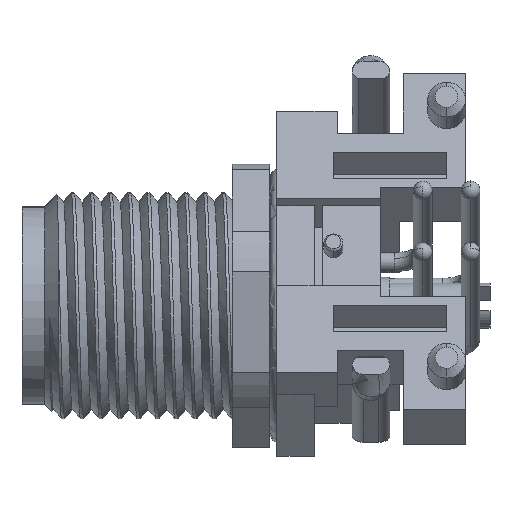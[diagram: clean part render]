
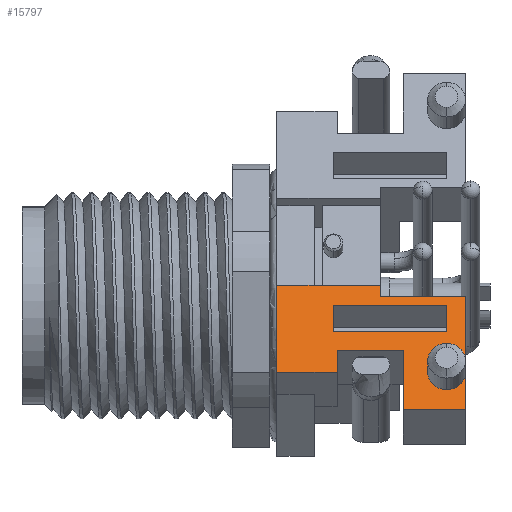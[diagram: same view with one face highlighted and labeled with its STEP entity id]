
A CAD part, front view. The second image highlights one B-rep face of the part: STEP entity #15797.
In plain terms, the highlighted planar face has unit normal (0, -0.922, 0.387).
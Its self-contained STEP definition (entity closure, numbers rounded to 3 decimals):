
#6004=AXIS2_PLACEMENT_3D('Plane Axis2P3D',#6001,#6002,#6003) ;
#14575=AXIS2_PLACEMENT_3D('Circle Axis2P3D',#14573,#14574,$) ;
#14594=AXIS2_PLACEMENT_3D('Circle Axis2P3D',#14592,#14593,$) ;
#14601=AXIS2_PLACEMENT_3D('Circle Axis2P3D',#14599,#14600,$) ;
#648=CARTESIAN_POINT('Vertex',(-11.1,-2.746,2.433)) ;
#651=CARTESIAN_POINT('Line Origine',(-8.85,-2.746,2.433)) ;
#655=CARTESIAN_POINT('Vertex',(-6.6,-2.746,2.433)) ;
#935=CARTESIAN_POINT('Vertex',(-9.9,-3.944,-0.426)) ;
#938=CARTESIAN_POINT('Line Origine',(-11.65,-3.944,-0.426)) ;
#942=CARTESIAN_POINT('Vertex',(-13.4,-3.944,-0.426)) ;
#968=CARTESIAN_POINT('Vertex',(-9.9,-5.258,-3.562)) ;
#971=CARTESIAN_POINT('Line Origine',(-9.9,-4.601,-1.994)) ;
#992=CARTESIAN_POINT('Vertex',(-6.6,-5.258,-3.562)) ;
#995=CARTESIAN_POINT('Line Origine',(-8.25,-5.258,-3.562)) ;
#6001=CARTESIAN_POINT('Axis2P3D Location',(-13.6,-1.528,5.339)) ;
#14474=CARTESIAN_POINT('Vertex',(-7.6,-3.515,0.598)) ;
#14481=CARTESIAN_POINT('Vertex',(-13.6,-3.515,0.598)) ;
#14484=CARTESIAN_POINT('Line Origine',(-10.6,-3.515,0.598)) ;
#14505=CARTESIAN_POINT('Vertex',(-13.6,-2.939,1.972)) ;
#14508=CARTESIAN_POINT('Line Origine',(-13.6,-3.227,1.285)) ;
#14529=CARTESIAN_POINT('Vertex',(-7.6,-2.939,1.972)) ;
#14532=CARTESIAN_POINT('Line Origine',(-10.6,-2.939,1.972)) ;
#14549=CARTESIAN_POINT('Line Origine',(-7.6,-3.227,1.285)) ;
#14570=CARTESIAN_POINT('Vertex',(-7.6,-4.04,-0.656)) ;
#14573=CARTESIAN_POINT('Axis2P3D Location',(-7.6,-4.427,-1.579)) ;
#14577=CARTESIAN_POINT('Vertex',(-7.6,-4.813,-2.501)) ;
#14592=CARTESIAN_POINT('Axis2P3D Location',(-7.6,-4.427,-1.579)) ;
#14596=CARTESIAN_POINT('Vertex',(-6.6,-4.427,-1.579)) ;
#14599=CARTESIAN_POINT('Axis2P3D Location',(-7.6,-4.427,-1.579)) ;
#14612=CARTESIAN_POINT('Line Origine',(-16.6,-3.461,0.727)) ;
#14616=CARTESIAN_POINT('Vertex',(-16.6,-2.494,3.033)) ;
#14618=CARTESIAN_POINT('Vertex',(-16.6,-4.427,-1.579)) ;
#14649=CARTESIAN_POINT('Vertex',(-13.4,-4.427,-1.579)) ;
#14654=CARTESIAN_POINT('Line Origine',(-15.,-4.427,-1.579)) ;
#15375=CARTESIAN_POINT('Vertex',(-11.1,-2.494,3.033)) ;
#15378=CARTESIAN_POINT('Line Origine',(-13.85,-2.494,3.033)) ;
#15711=CARTESIAN_POINT('Line Origine',(-13.4,-4.185,-1.002)) ;
#15760=CARTESIAN_POINT('Line Origine',(-6.6,-4.842,-2.57)) ;
#15765=CARTESIAN_POINT('Line Origine',(-6.6,-3.586,0.427)) ;
#15770=CARTESIAN_POINT('Line Origine',(-11.1,-2.62,2.733)) ;
#652=DIRECTION('Vector Direction',(1.,0.,0.)) ;
#939=DIRECTION('Vector Direction',(-1.,0.,0.)) ;
#972=DIRECTION('Vector Direction',(0.,0.386,0.922)) ;
#996=DIRECTION('Vector Direction',(1.,0.,0.)) ;
#6002=DIRECTION('Axis2P3D Direction',(0.,-0.922,0.386)) ;
#6003=DIRECTION('Axis2P3D XDirection',(0.,-0.386,-0.922)) ;
#14485=DIRECTION('Vector Direction',(-1.,0.,0.)) ;
#14509=DIRECTION('Vector Direction',(0.,0.386,0.922)) ;
#14533=DIRECTION('Vector Direction',(1.,0.,0.)) ;
#14550=DIRECTION('Vector Direction',(0.,-0.386,-0.922)) ;
#14574=DIRECTION('Axis2P3D Direction',(0.,0.922,-0.386)) ;
#14593=DIRECTION('Axis2P3D Direction',(0.,0.922,-0.386)) ;
#14600=DIRECTION('Axis2P3D Direction',(0.,0.922,-0.386)) ;
#14613=DIRECTION('Vector Direction',(0.,-0.386,-0.922)) ;
#14655=DIRECTION('Vector Direction',(1.,0.,0.)) ;
#15379=DIRECTION('Vector Direction',(1.,0.,0.)) ;
#15712=DIRECTION('Vector Direction',(0.,-0.386,-0.922)) ;
#15761=DIRECTION('Vector Direction',(0.,0.386,0.922)) ;
#15766=DIRECTION('Vector Direction',(0.,0.386,0.922)) ;
#15771=DIRECTION('Vector Direction',(0.,-0.386,-0.922)) ;
#653=VECTOR('Line Direction',#652,1.) ;
#940=VECTOR('Line Direction',#939,1.) ;
#973=VECTOR('Line Direction',#972,1.) ;
#997=VECTOR('Line Direction',#996,1.) ;
#14486=VECTOR('Line Direction',#14485,1.) ;
#14510=VECTOR('Line Direction',#14509,1.) ;
#14534=VECTOR('Line Direction',#14533,1.) ;
#14551=VECTOR('Line Direction',#14550,1.) ;
#14614=VECTOR('Line Direction',#14613,1.) ;
#14656=VECTOR('Line Direction',#14655,1.) ;
#15380=VECTOR('Line Direction',#15379,1.) ;
#15713=VECTOR('Line Direction',#15712,1.) ;
#15762=VECTOR('Line Direction',#15761,1.) ;
#15767=VECTOR('Line Direction',#15766,1.) ;
#15772=VECTOR('Line Direction',#15771,1.) ;
#15776=ORIENTED_EDGE('',*,*,#15715,.F.) ;
#15777=ORIENTED_EDGE('',*,*,#944,.F.) ;
#15778=ORIENTED_EDGE('',*,*,#975,.F.) ;
#15779=ORIENTED_EDGE('',*,*,#999,.T.) ;
#15780=ORIENTED_EDGE('',*,*,#15764,.T.) ;
#15781=ORIENTED_EDGE('',*,*,#14598,.T.) ;
#15782=ORIENTED_EDGE('',*,*,#14579,.T.) ;
#15783=ORIENTED_EDGE('',*,*,#14603,.T.) ;
#15784=ORIENTED_EDGE('',*,*,#15769,.T.) ;
#15785=ORIENTED_EDGE('',*,*,#657,.F.) ;
#15786=ORIENTED_EDGE('',*,*,#15774,.F.) ;
#15787=ORIENTED_EDGE('',*,*,#15382,.F.) ;
#15788=ORIENTED_EDGE('',*,*,#14620,.T.) ;
#15789=ORIENTED_EDGE('',*,*,#14658,.T.) ;
#15792=ORIENTED_EDGE('',*,*,#14488,.T.) ;
#15793=ORIENTED_EDGE('',*,*,#14512,.T.) ;
#15794=ORIENTED_EDGE('',*,*,#14536,.T.) ;
#15795=ORIENTED_EDGE('',*,*,#14553,.T.) ;
#15796=FACE_BOUND('',#15791,.T.) ;
#15797=ADVANCED_FACE('BREP_WITH_VOIDS #93',(#15790,#15796),#6005,.T.) ;
#14576=CIRCLE('generated circle',#14575,1.) ;
#14595=CIRCLE('generated circle',#14594,1.) ;
#14602=CIRCLE('generated circle',#14601,1.) ;
#657=EDGE_CURVE('',#649,#656,#654,.T.) ;
#944=EDGE_CURVE('',#936,#943,#941,.T.) ;
#975=EDGE_CURVE('',#969,#936,#974,.T.) ;
#999=EDGE_CURVE('',#969,#993,#998,.T.) ;
#14488=EDGE_CURVE('',#14475,#14482,#14487,.T.) ;
#14512=EDGE_CURVE('',#14482,#14506,#14511,.T.) ;
#14536=EDGE_CURVE('',#14506,#14530,#14535,.T.) ;
#14553=EDGE_CURVE('',#14530,#14475,#14552,.T.) ;
#14579=EDGE_CURVE('',#14578,#14571,#14576,.T.) ;
#14598=EDGE_CURVE('',#14597,#14578,#14595,.T.) ;
#14603=EDGE_CURVE('',#14571,#14597,#14602,.T.) ;
#14620=EDGE_CURVE('',#14617,#14619,#14615,.T.) ;
#14658=EDGE_CURVE('',#14619,#14650,#14657,.T.) ;
#15382=EDGE_CURVE('',#14617,#15376,#15381,.T.) ;
#15715=EDGE_CURVE('',#943,#14650,#15714,.T.) ;
#15764=EDGE_CURVE('',#993,#14597,#15763,.T.) ;
#15769=EDGE_CURVE('',#14597,#656,#15768,.T.) ;
#15774=EDGE_CURVE('',#15376,#649,#15773,.T.) ;
#15775=EDGE_LOOP('',(#15776,#15777,#15778,#15779,#15780,#15781,#15782,#15783,#15784,#15785,#15786,#15787,#15788,#15789)) ;
#15791=EDGE_LOOP('',(#15792,#15793,#15794,#15795)) ;
#15790=FACE_OUTER_BOUND('',#15775,.T.) ;
#654=LINE('Line',#651,#653) ;
#941=LINE('Line',#938,#940) ;
#974=LINE('Line',#971,#973) ;
#998=LINE('Line',#995,#997) ;
#14487=LINE('Line',#14484,#14486) ;
#14511=LINE('Line',#14508,#14510) ;
#14535=LINE('Line',#14532,#14534) ;
#14552=LINE('Line',#14549,#14551) ;
#14615=LINE('Line',#14612,#14614) ;
#14657=LINE('Line',#14654,#14656) ;
#15381=LINE('Line',#15378,#15380) ;
#15714=LINE('Line',#15711,#15713) ;
#15763=LINE('Line',#15760,#15762) ;
#15768=LINE('Line',#15765,#15767) ;
#15773=LINE('Line',#15770,#15772) ;
#6005=PLANE('',#6004) ;
#649=VERTEX_POINT('',#648) ;
#656=VERTEX_POINT('',#655) ;
#936=VERTEX_POINT('',#935) ;
#943=VERTEX_POINT('',#942) ;
#969=VERTEX_POINT('',#968) ;
#993=VERTEX_POINT('',#992) ;
#14475=VERTEX_POINT('',#14474) ;
#14482=VERTEX_POINT('',#14481) ;
#14506=VERTEX_POINT('',#14505) ;
#14530=VERTEX_POINT('',#14529) ;
#14571=VERTEX_POINT('',#14570) ;
#14578=VERTEX_POINT('',#14577) ;
#14597=VERTEX_POINT('',#14596) ;
#14617=VERTEX_POINT('',#14616) ;
#14619=VERTEX_POINT('',#14618) ;
#14650=VERTEX_POINT('',#14649) ;
#15376=VERTEX_POINT('',#15375) ;
